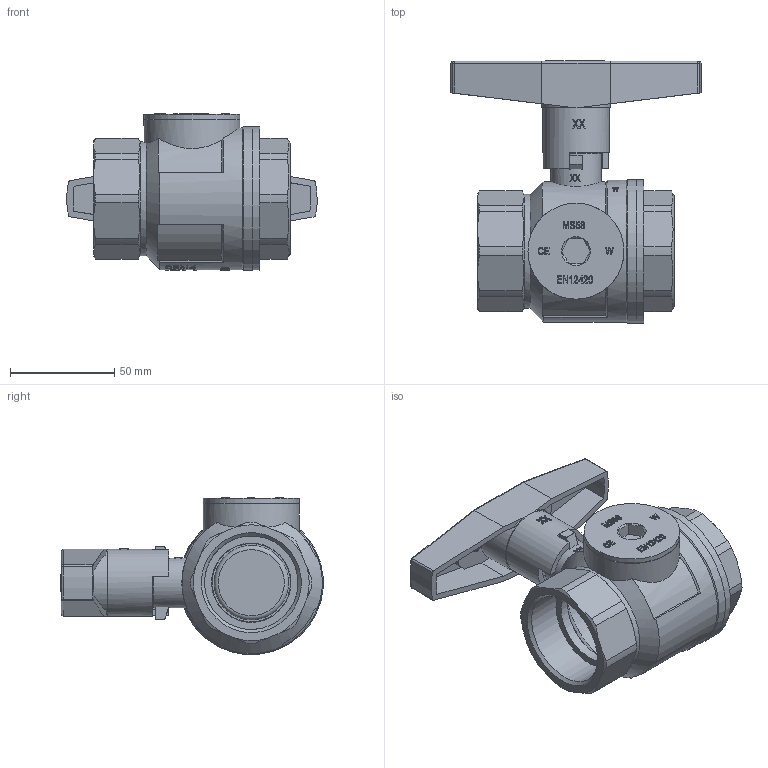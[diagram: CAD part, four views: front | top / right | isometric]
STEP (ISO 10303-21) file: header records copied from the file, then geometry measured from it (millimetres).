
FILE_DESCRIPTION(/* description */ ('Unknown'),/* implementation_level */ '2;1');
FILE_NAME(/* name */ '6080-08',/* time_stamp */ '2023-02-10T08:17:10+01:00',/* author */ ('Unknown'),/* organization */ ('Unknown'),/* preprocessor_version */ 'ST-DEVELOPER v16.7',/* originating_system */ 'Solid Edge',/* authorisation */ 'Unknown');
FILE_SCHEMA (('AUTOMOTIVE_DESIGN {1 0 10303 214 3 1 1}'));
Length unit declared in the file: millimetre
Products named in the file (15): 6080-1_1_2; 600-1_1_2-Kvrper-co_oa_0; 600-1_1_2-Speerring.3; 600-1_1_2-Sieb; 600-1_1_2-Einschraubteil; Kvrper-co; 600-1_1_2-kvrper; 600-1_1_2-Deckel2; 600.1_1_2-Spindel-co_oa_1; 600-1_1_2-Spindel; 600-1_1_2-stopfbuchse; T-Griff 1 1_4-1 1_2; Schraube-m-imbus-1; T-Griff-Al-1_1_4-1_1_2-a; Abdeckkappe-3_8-1_1_2_0
Assembly tree (14 placements, depth 4):
  6080-1_1_2
    600-1_1_2-Kvrper-co_oa_0
      600-1_1_2-Speerring.3
      600-1_1_2-Sieb
      600-1_1_2-Einschraubteil
      Kvrper-co
        600-1_1_2-kvrper
        600-1_1_2-Deckel2
    600.1_1_2-Spindel-co_oa_1
      600-1_1_2-Spindel
      600-1_1_2-stopfbuchse
    T-Griff 1 1_4-1 1_2
      Schraube-m-imbus-1
      T-Griff-Al-1_1_4-1_1_2-a
      Abdeckkappe-3_8-1_1_2_0
Bounding box: 119.85 x 125.57 x 75.17 mm (x, y, z)
Volume: 158475.8 mm3; surface area: 92740.3 mm2
Topology: 10 solids, 10 shells, 1524 faces, 4226 edges, 2804 vertices
Faces by surface type: plane 1325, cylinder 133, cone 53, torus 7, sphere 6
Full cylindrical faces by diameter (mm): 1.5 x2, 3.4 x2, 5.4 x4, 8.5 x1, 10.8 x1, 14 x3, 14.1 x1, 14.5 x1, 15 x1, 16 x1, 18 x1, 18.38 x1, 18.398 x1, 20 x2, 21 x1, 24 x1, 26 x1, 30.5 x1, 32 x1, 33.7 x1, 35.7 x1, 37.5 x1, 38 x2, 38.5 x2, 40 x1, 41.5 x1, 44.845 x3, 46 x2, 50 x2, 54.761 x1
Entity records: 53330 total; most frequent: CARTESIAN_POINT 13186, DIRECTION 8493, ORIENTED_EDGE 8240, EDGE_CURVE 4120, AXIS2_PLACEMENT_3D 2925, VERTEX_POINT 2784, LINE 2643, VECTOR 2643
